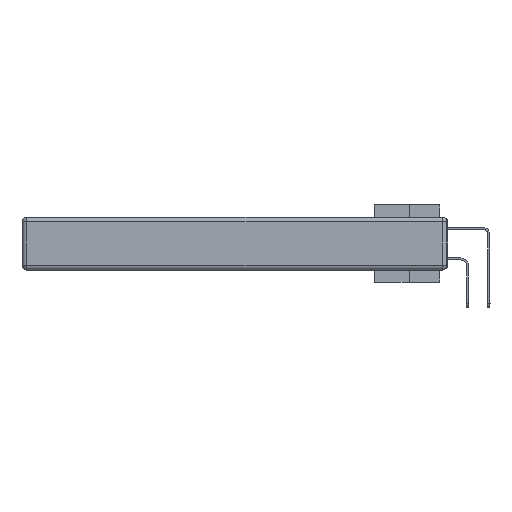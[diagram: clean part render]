
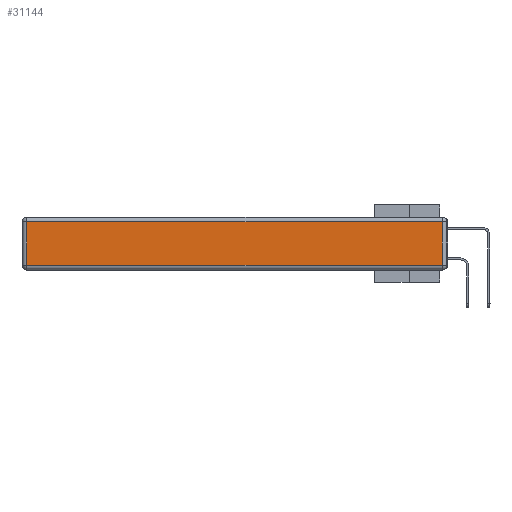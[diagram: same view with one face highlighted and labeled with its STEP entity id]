
A CAD part, left-side view. The second image highlights one B-rep face of the part: STEP entity #31144.
In plain terms, the highlighted planar face has unit normal (-1, 0, 0).
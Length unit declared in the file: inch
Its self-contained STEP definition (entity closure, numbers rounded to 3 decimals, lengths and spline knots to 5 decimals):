
#1700 = DIRECTION ( 'NONE',  ( 0., 0., 1. ) ) ;
#3716 = CARTESIAN_POINT ( 'NONE',  ( 0., 2.72, -0.313 ) ) ;
#3730 = FACE_OUTER_BOUND ( 'NONE', #28900, .T. ) ;
#4486 = VECTOR ( 'NONE', #22584, 39.37008 ) ;
#4671 = AXIS2_PLACEMENT_3D ( 'NONE', #30053, #42247, #39658 ) ;
#5056 = EDGE_CURVE ( 'NONE', #32458, #21254, #5057, .T. ) ;
#5057 = LINE ( 'NONE', #39040, #4486 ) ;
#5160 = CARTESIAN_POINT ( 'NONE',  ( 0., 0.03, -0.343 ) ) ;
#5964 = CARTESIAN_POINT ( 'NONE',  ( 0., 0., -0.313 ) ) ;
#7538 = CARTESIAN_POINT ( 'NONE',  ( 0., 2.72, -0.343 ) ) ;
#11436 = ORIENTED_EDGE ( 'NONE', *, *, #5056, .T. ) ;
#13578 = PLANE ( 'NONE',  #4671 ) ;
#14105 = DIRECTION ( 'NONE',  ( 0., 0., -1. ) ) ;
#14398 = EDGE_CURVE ( 'NONE', #38476, #32458, #18468, .T. ) ;
#17571 = VERTEX_POINT ( 'NONE', #3716 ) ;
#18468 = LINE ( 'NONE', #5160, #31785 ) ;
#19236 = DIRECTION ( 'NONE',  ( 0., -1., 0. ) ) ;
#19316 = EDGE_CURVE ( 'NONE', #17571, #38476, #23750, .T. ) ;
#21254 = VERTEX_POINT ( 'NONE', #23535 ) ;
#22584 = DIRECTION ( 'NONE',  ( 0., 1., 0. ) ) ;
#22664 = ORIENTED_EDGE ( 'NONE', *, *, #14398, .T. ) ;
#22866 = LINE ( 'NONE', #7538, #24363 ) ;
#23535 = CARTESIAN_POINT ( 'NONE',  ( 0., 2.72, -0.03 ) ) ;
#23750 = LINE ( 'NONE', #5964, #26318 ) ;
#24363 = VECTOR ( 'NONE', #14105, 39.37008 ) ;
#26318 = VECTOR ( 'NONE', #19236, 39.37008 ) ;
#28900 = EDGE_LOOP ( 'NONE', ( #31241, #22664, #11436, #39222 ) ) ;
#30053 = CARTESIAN_POINT ( 'NONE',  ( 0., 0., -0.343 ) ) ;
#31144 = ADVANCED_FACE ( 'NONE', ( #3730 ), #13578, .T. ) ;
#31241 = ORIENTED_EDGE ( 'NONE', *, *, #19316, .T. ) ;
#31785 = VECTOR ( 'NONE', #1700, 39.37008 ) ;
#32458 = VERTEX_POINT ( 'NONE', #37607 ) ;
#34038 = CARTESIAN_POINT ( 'NONE',  ( 0., 0.03, -0.313 ) ) ;
#34828 = EDGE_CURVE ( 'NONE', #21254, #17571, #22866, .T. ) ;
#37607 = CARTESIAN_POINT ( 'NONE',  ( 0., 0.03, -0.03 ) ) ;
#38476 = VERTEX_POINT ( 'NONE', #34038 ) ;
#39040 = CARTESIAN_POINT ( 'NONE',  ( 0., 2.75, -0.03 ) ) ;
#39222 = ORIENTED_EDGE ( 'NONE', *, *, #34828, .T. ) ;
#39658 = DIRECTION ( 'NONE',  ( 0., 0., 1. ) ) ;
#42247 = DIRECTION ( 'NONE',  ( -1., 0., 0. ) ) ;
